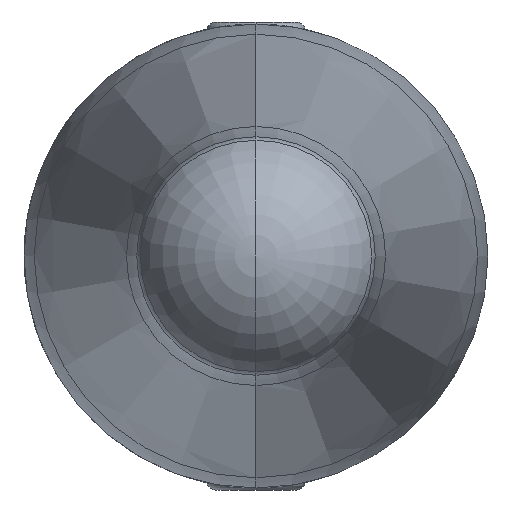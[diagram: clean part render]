
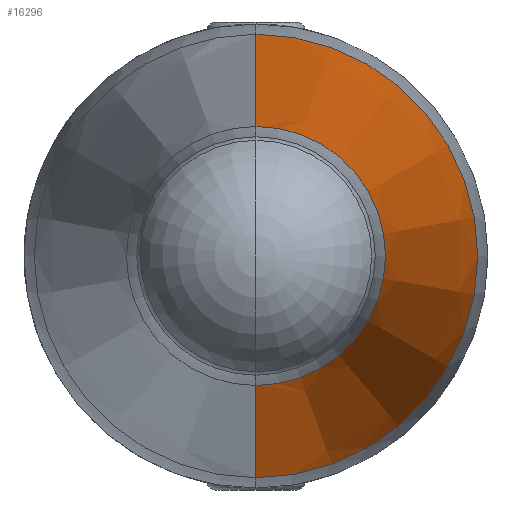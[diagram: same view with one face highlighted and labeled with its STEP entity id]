
A CAD part, left-side view. The second image highlights one B-rep face of the part: STEP entity #16296.
In plain terms, the highlighted conical face has half-angle 6.135 degrees and reference radius 3.669 mm.
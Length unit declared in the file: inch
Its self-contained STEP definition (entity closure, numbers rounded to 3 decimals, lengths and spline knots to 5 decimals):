
#1706 = VERTEX_POINT ( 'NONE', #6009 ) ;
#1724 = EDGE_CURVE ( 'NONE', #1706, #10721, #4241, .T. ) ;
#2175 = AXIS2_PLACEMENT_3D ( 'NONE', #2692, #10992, #2899 ) ;
#2337 = DIRECTION ( 'NONE',  ( 0.994, 0., 0.107 ) ) ;
#2692 = CARTESIAN_POINT ( 'NONE',  ( -4.76344, 0., 0. ) ) ;
#2899 = DIRECTION ( 'NONE',  ( 0., 0., -1. ) ) ;
#3242 = CARTESIAN_POINT ( 'NONE',  ( -3.80656, 0., 0. ) ) ;
#3546 = CARTESIAN_POINT ( 'NONE',  ( -4.76344, 0., -0.14445 ) ) ;
#3625 = ORIENTED_EDGE ( 'NONE', *, *, #1724, .F. ) ;
#3634 = ORIENTED_EDGE ( 'NONE', *, *, #17658, .T. ) ;
#4241 = CIRCLE ( 'NONE', #15759, 0.2473 ) ;
#4742 = DIRECTION ( 'NONE',  ( 0.994, 0., -0.107 ) ) ;
#5311 = VERTEX_POINT ( 'NONE', #11973 ) ;
#5549 = ORIENTED_EDGE ( 'NONE', *, *, #7874, .T. ) ;
#6009 = CARTESIAN_POINT ( 'NONE',  ( -3.80656, 0., 0.2473 ) ) ;
#6412 = VERTEX_POINT ( 'NONE', #12767 ) ;
#6931 = CARTESIAN_POINT ( 'NONE',  ( -3.80656, 0., -0.2473 ) ) ;
#7624 = CARTESIAN_POINT ( 'NONE',  ( -4.76344, 0., 0.14445 ) ) ;
#7874 = EDGE_CURVE ( 'NONE', #6412, #5311, #17787, .T. ) ;
#8522 = DIRECTION ( 'NONE',  ( 0., 0., -1. ) ) ;
#8650 = VECTOR ( 'NONE', #4742, 39.37008 ) ;
#8777 = DIRECTION ( 'NONE',  ( 1., 0., 0. ) ) ;
#10721 = VERTEX_POINT ( 'NONE', #6931 ) ;
#10731 = VECTOR ( 'NONE', #2337, 39.37008 ) ;
#10992 = DIRECTION ( 'NONE',  ( 1., 0., 0. ) ) ;
#11957 = CONICAL_SURFACE ( 'NONE', #14573, 0.14445, 0.107 ) ;
#11973 = CARTESIAN_POINT ( 'NONE',  ( -4.76344, 0., -0.14445 ) ) ;
#12679 = CARTESIAN_POINT ( 'NONE',  ( -4.76344, 0., 0. ) ) ;
#12767 = CARTESIAN_POINT ( 'NONE',  ( -4.76344, 0., 0.14445 ) ) ;
#13328 = ORIENTED_EDGE ( 'NONE', *, *, #14040, .F. ) ;
#14040 = EDGE_CURVE ( 'NONE', #6412, #1706, #17345, .T. ) ;
#14249 = DIRECTION ( 'NONE',  ( 0., 0., -1. ) ) ;
#14573 = AXIS2_PLACEMENT_3D ( 'NONE', #12679, #15527, #8522 ) ;
#15527 = DIRECTION ( 'NONE',  ( 1., 0., 0. ) ) ;
#15759 = AXIS2_PLACEMENT_3D ( 'NONE', #3242, #8777, #14249 ) ;
#15763 = LINE ( 'NONE', #3546, #8650 ) ;
#15851 = EDGE_LOOP ( 'NONE', ( #13328, #5549, #3634, #3625 ) ) ;
#16296 = ADVANCED_FACE ( 'NONE', ( #16861 ), #11957, .T. ) ;
#16861 = FACE_OUTER_BOUND ( 'NONE', #15851, .T. ) ;
#17345 = LINE ( 'NONE', #7624, #10731 ) ;
#17658 = EDGE_CURVE ( 'NONE', #5311, #10721, #15763, .T. ) ;
#17787 = CIRCLE ( 'NONE', #2175, 0.14445 ) ;
